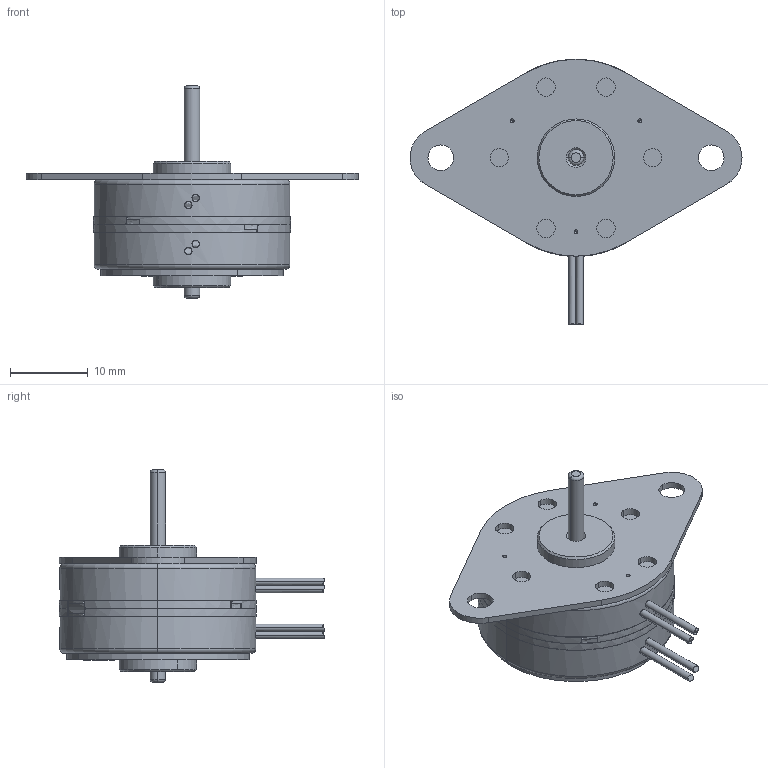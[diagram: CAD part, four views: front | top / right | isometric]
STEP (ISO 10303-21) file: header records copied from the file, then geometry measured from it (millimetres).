
FILE_DESCRIPTION((''),'2;1');
FILE_NAME('26M024B1B_ASM','2014-12-11T',('sandip.dhanwate'),(''),'PRO/ENGINEER BY PARAMETRIC TECHNOLOGY CORPORATION, 2010160','PRO/ENGINEER BY PARAMETRIC TECHNOLOGY CORPORATION, 2010160','');
FILE_SCHEMA(('CONFIG_CONTROL_DESIGN'));
Length unit declared in the file: inch
Products named in the file (1): 26M024B1B_ASM
Bounding box: 42.82 x 34.25 x 27.43 mm (x, y, z)
Volume: 6967.1 mm3; surface area: 3200.8 mm2
Topology: 1 solids, 5 shells, 269 faces, 688 edges, 450 vertices
Faces by surface type: plane 133, cylinder 104, sphere 12, torus 8, cone 8, extrusion 4
Entity records: 8499 total; most frequent: CARTESIAN_POINT 1846, DIRECTION 1410, ORIENTED_EDGE 1352, EDGE_CURVE 676, AXIS2_PLACEMENT_3D 531, VERTEX_POINT 450, VECTOR 348, LINE 344
